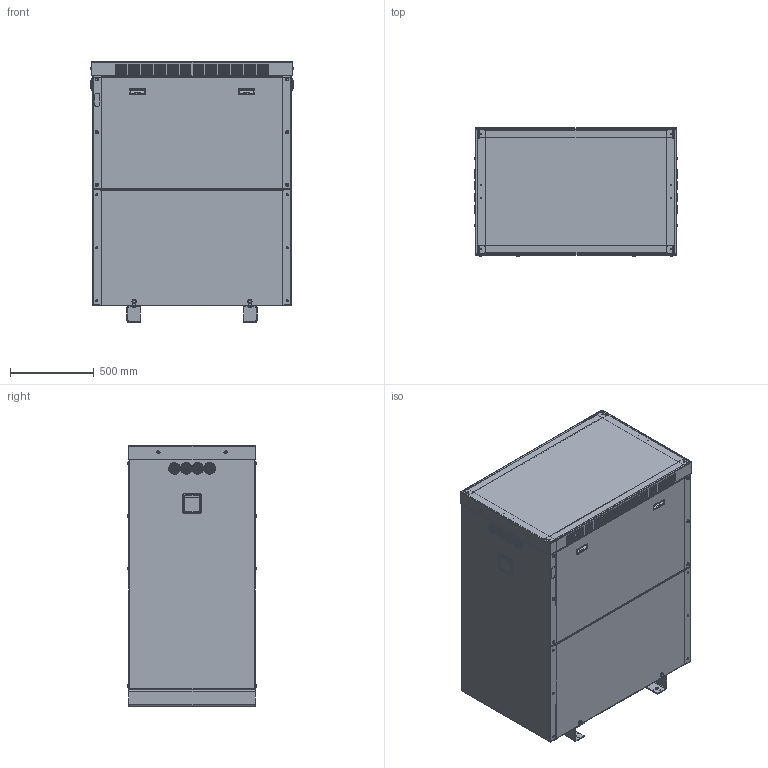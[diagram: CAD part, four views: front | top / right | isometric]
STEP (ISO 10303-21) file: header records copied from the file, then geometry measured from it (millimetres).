
FILE_DESCRIPTION(/* description */ (''),/* implementation_level */ '2;1');
FILE_NAME(/* name */ 'CAJ23RC150-1E_IPT.stp',/* time_stamp */ '2023-06-07T07:58:00+02:00',/* author */ ('amr'),/* organization */ (''),/* preprocessor_version */ 'ST-DEVELOPER v16.13',/* originating_system */ 'Autodesk Inventor 2018',/* authorisation */ '');
FILE_SCHEMA (('AUTOMOTIVE_DESIGN { 1 0 10303 214 3 1 1 }'));
Products named in the file (1): CAJ23RC150-1E_IPT
Bounding box: 1215 x 772.6 x 1555 mm (x, y, z)
Volume: 13407001.8 mm3; surface area: 16058691.3 mm2
Topology: 113 solids, 113 shells, 8232 faces, 21414 edges, 13760 vertices
Faces by surface type: plane 4358, bspline 2276, cylinder 1190, cone 230, torus 110, sphere 68
Full cylindrical faces by diameter (mm): 3.5 x14, 4 x38, 4.5 x6, 5 x4, 5.459 x4, 6 x20, 6.65 x4, 7 x48, 7.323 x12, 8 x24, 8.7 x4, 8.9 x12, 11 x4, 11.053 x4, 11.4 x12, 12 x20, 13 x12, 13.3 x4, 14.5 x8, 15 x8, 17.2 x4, 18 x4, 18.8 x16, 19.5 x8, 20 x8, 25.4 x4, 30 x16, 40 x16, 50 x16, 57 x8
Entity records: 273240 total; most frequent: CARTESIAN_POINT 78974, ORIENTED_EDGE 41540, DIRECTION 31730, EDGE_CURVE 20738, VERTEX_POINT 13686, LINE 13326, VECTOR 13326, EDGE_LOOP 10054
